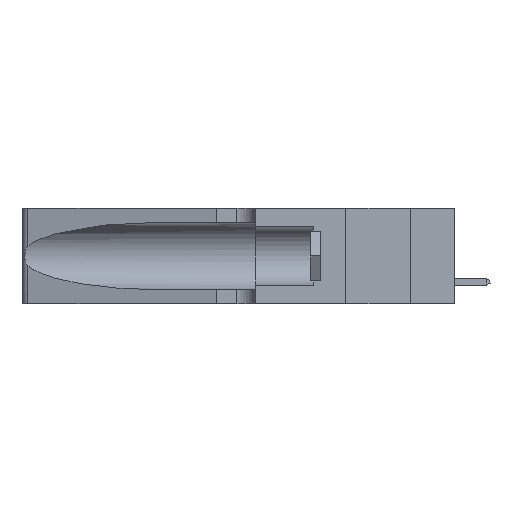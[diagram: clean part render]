
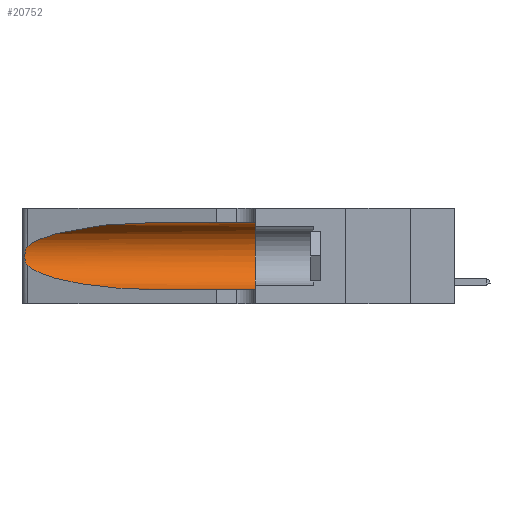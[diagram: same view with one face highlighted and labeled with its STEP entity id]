
A CAD part, left-side view. The second image highlights one B-rep face of the part: STEP entity #20752.
In plain terms, the highlighted cylindrical face has radius 3.308 mm (diameter 6.617 mm), a partial arc.
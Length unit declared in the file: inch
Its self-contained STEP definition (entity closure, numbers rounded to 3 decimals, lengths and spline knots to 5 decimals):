
#668 =( BOUNDED_CURVE ( )  B_SPLINE_CURVE ( 3, ( #22430, #15694, #12115, #5406 ),
 .UNSPECIFIED., .F., .T. ) 
 B_SPLINE_CURVE_WITH_KNOTS ( ( 4, 4 ),
 ( 3.44316, 4.71239 ),
 .UNSPECIFIED. ) 
 CURVE ( )  GEOMETRIC_REPRESENTATION_ITEM ( )  RATIONAL_B_SPLINE_CURVE ( ( 1., 0.87, 0.87, 1. ) ) 
 REPRESENTATION_ITEM ( '' )  );
#1172 = CARTESIAN_POINT ( 'NONE',  ( 0.1305, 0.72297, 0.05475 ) ) ;
#1939 = CARTESIAN_POINT ( 'NONE',  ( 0.25487, 1.22718, 0.14631 ) ) ;
#2279 = CARTESIAN_POINT ( 'NONE',  ( 0.1305, 1.61858, 0.185 ) ) ;
#2320 = CARTESIAN_POINT ( 'NONE',  ( 0.25856, 1.23593, 0.16098 ) ) ;
#2479 = CARTESIAN_POINT ( 'NONE',  ( 0.25487, 1.22718, 0.14631 ) ) ;
#4212 = AXIS2_PLACEMENT_3D ( 'NONE', #41227, #41677, #27726 ) ;
#5361 = CARTESIAN_POINT ( 'NONE',  ( 0.25639, 1.23186, 0.15144 ) ) ;
#5406 = CARTESIAN_POINT ( 'NONE',  ( 0.1305, 0.72297, 0.05475 ) ) ;
#5900 =( BOUNDED_CURVE ( )  B_SPLINE_CURVE ( 3, ( #27311, #37216, #33799, #37367 ),
 .UNSPECIFIED., .F., .F. ) 
 B_SPLINE_CURVE_WITH_KNOTS ( ( 4, 4 ),
 ( 1.5708, 2.84003 ),
 .UNSPECIFIED. ) 
 CURVE ( )  GEOMETRIC_REPRESENTATION_ITEM ( )  RATIONAL_B_SPLINE_CURVE ( ( 1., 0.87, 0.87, 1. ) ) 
 REPRESENTATION_ITEM ( '' )  );
#6147 = CARTESIAN_POINT ( 'NONE',  ( 0.1305, 1.61858, 0.05475 ) ) ;
#6505 = CIRCLE ( 'NONE', #4212, 0.13025 ) ;
#8381 = EDGE_CURVE ( 'NONE', #21297, #24575, #668, .T. ) ;
#8767 = CARTESIAN_POINT ( 'NONE',  ( 0.26017, 1.23833, 0.17102 ) ) ;
#9065 = CARTESIAN_POINT ( 'NONE',  ( 0.25555, 1.22994, 0.2215 ) ) ;
#9752 = CARTESIAN_POINT ( 'NONE',  ( 0.1305, 1.61858, 0.31525 ) ) ;
#11231 = EDGE_CURVE ( 'NONE', #40381, #21297, #21799, .T. ) ;
#11921 = ORIENTED_EDGE ( 'NONE', *, *, #8381, .T. ) ;
#12115 = CARTESIAN_POINT ( 'NONE',  ( 0.18966, 0.96281, 0.05475 ) ) ;
#14050 = EDGE_LOOP ( 'NONE', ( #30768, #41217, #11921, #18555, #36501, #38212 ) ) ;
#15694 = CARTESIAN_POINT ( 'NONE',  ( 0.2373, 1.15595, 0.08982 ) ) ;
#18555 = ORIENTED_EDGE ( 'NONE', *, *, #35253, .T. ) ;
#18601 = EDGE_CURVE ( 'NONE', #37996, #22265, #39907, .T. ) ;
#18996 = VECTOR ( 'NONE', #23084, 39.37008 ) ;
#19378 = CARTESIAN_POINT ( 'NONE',  ( 0.25787, 1.23484, 0.2124 ) ) ;
#20578 = CARTESIAN_POINT ( 'NONE',  ( 0.25487, 1.22718, 0.22369 ) ) ;
#20752 = ADVANCED_FACE ( 'NONE', ( #30559 ), #41895, .F. ) ;
#21297 = VERTEX_POINT ( 'NONE', #1939 ) ;
#21359 = LINE ( 'NONE', #6147, #28841 ) ;
#21799 = B_SPLINE_CURVE_WITH_KNOTS ( 'NONE', 3,
 ( #29439, #9065, #25967, #19378, #36206, #43413, #36628, #22831, #8767, #2320, #26256, #5361, #22980, #2479 ),
 .UNSPECIFIED., .F., .F.,
 ( 4, 2, 2, 2, 2, 2, 4 ),
 ( 0., 0.00027, 0.00053, 0.00107, 0.0016, 0.00187, 0.00214 ),
 .UNSPECIFIED. ) ;
#22265 = VERTEX_POINT ( 'NONE', #24782 ) ;
#22430 = CARTESIAN_POINT ( 'NONE',  ( 0.25487, 1.22718, 0.14631 ) ) ;
#22831 = CARTESIAN_POINT ( 'NONE',  ( 0.26075, 1.23896, 0.178 ) ) ;
#22980 = CARTESIAN_POINT ( 'NONE',  ( 0.25555, 1.22993, 0.14849 ) ) ;
#23084 = DIRECTION ( 'NONE',  ( 0., -1., 0. ) ) ;
#23089 = DIRECTION ( 'NONE',  ( 0., -1., 0. ) ) ;
#24575 = VERTEX_POINT ( 'NONE', #1172 ) ;
#24782 = CARTESIAN_POINT ( 'NONE',  ( 0.1305, 0.35, 0.31525 ) ) ;
#25353 = VERTEX_POINT ( 'NONE', #34011 ) ;
#25967 = CARTESIAN_POINT ( 'NONE',  ( 0.25639, 1.23184, 0.21858 ) ) ;
#26256 = CARTESIAN_POINT ( 'NONE',  ( 0.25789, 1.23486, 0.15765 ) ) ;
#27311 = CARTESIAN_POINT ( 'NONE',  ( 0.1305, 0.72297, 0.31525 ) ) ;
#27726 = DIRECTION ( 'NONE',  ( 0., 0., 1. ) ) ;
#28841 = VECTOR ( 'NONE', #33716, 39.37008 ) ;
#29198 = CARTESIAN_POINT ( 'NONE',  ( 0.1305, 0.72297, 0.31525 ) ) ;
#29439 = CARTESIAN_POINT ( 'NONE',  ( 0.25487, 1.22718, 0.22369 ) ) ;
#29700 = EDGE_CURVE ( 'NONE', #37996, #40381, #5900, .T. ) ;
#30559 = FACE_OUTER_BOUND ( 'NONE', #14050, .T. ) ;
#30768 = ORIENTED_EDGE ( 'NONE', *, *, #29700, .T. ) ;
#33716 = DIRECTION ( 'NONE',  ( 0., -1., 0. ) ) ;
#33799 = CARTESIAN_POINT ( 'NONE',  ( 0.2373, 1.15595, 0.28018 ) ) ;
#34011 = CARTESIAN_POINT ( 'NONE',  ( 0.1305, 0.35, 0.05475 ) ) ;
#34137 = EDGE_CURVE ( 'NONE', #22265, #25353, #6505, .T. ) ;
#34599 = AXIS2_PLACEMENT_3D ( 'NONE', #2279, #23089, #40044 ) ;
#35253 = EDGE_CURVE ( 'NONE', #24575, #25353, #21359, .T. ) ;
#36206 = CARTESIAN_POINT ( 'NONE',  ( 0.25854, 1.2359, 0.20912 ) ) ;
#36501 = ORIENTED_EDGE ( 'NONE', *, *, #34137, .F. ) ;
#36628 = CARTESIAN_POINT ( 'NONE',  ( 0.26075, 1.23896, 0.19203 ) ) ;
#37216 = CARTESIAN_POINT ( 'NONE',  ( 0.18966, 0.96281, 0.31525 ) ) ;
#37367 = CARTESIAN_POINT ( 'NONE',  ( 0.25487, 1.22718, 0.22369 ) ) ;
#37996 = VERTEX_POINT ( 'NONE', #29198 ) ;
#38212 = ORIENTED_EDGE ( 'NONE', *, *, #18601, .F. ) ;
#39907 = LINE ( 'NONE', #9752, #18996 ) ;
#40044 = DIRECTION ( 'NONE',  ( 0., 0., -1. ) ) ;
#40381 = VERTEX_POINT ( 'NONE', #20578 ) ;
#41217 = ORIENTED_EDGE ( 'NONE', *, *, #11231, .T. ) ;
#41227 = CARTESIAN_POINT ( 'NONE',  ( 0.1305, 0.35, 0.185 ) ) ;
#41677 = DIRECTION ( 'NONE',  ( 0., 1., 0. ) ) ;
#41895 = CYLINDRICAL_SURFACE ( 'NONE', #34599, 0.13025 ) ;
#43413 = CARTESIAN_POINT ( 'NONE',  ( 0.26018, 1.23835, 0.19895 ) ) ;
